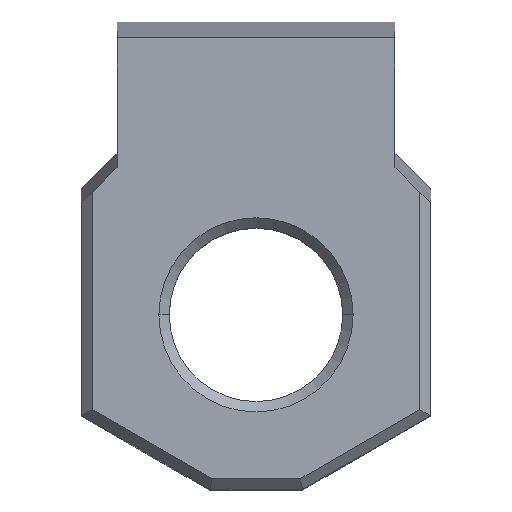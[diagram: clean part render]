
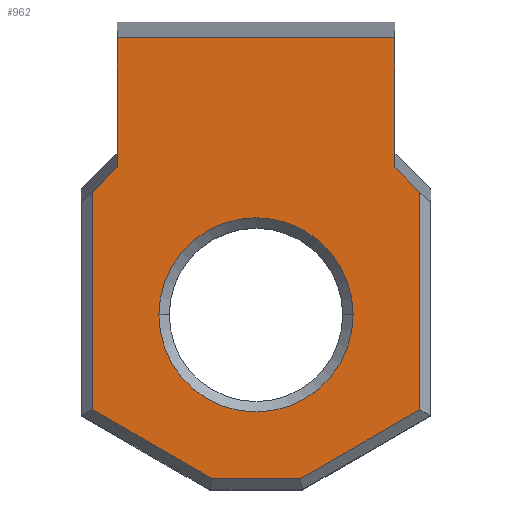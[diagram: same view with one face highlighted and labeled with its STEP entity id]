
A CAD part, top view. The second image highlights one B-rep face of the part: STEP entity #962.
In plain terms, the highlighted planar face has unit normal (0, 0, 1).
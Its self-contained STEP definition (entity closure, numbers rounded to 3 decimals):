
#6 = ORIENTED_EDGE ( 'NONE', *, *, #992, .T. ) ;
#8 = CARTESIAN_POINT ( 'NONE',  ( 4.725, 8.573, 9. ) ) ;
#23 = CARTESIAN_POINT ( 'NONE',  ( 0., 5.04, 9. ) ) ;
#56 = EDGE_CURVE ( 'NONE', #985, #949, #199, .T. ) ;
#68 = EDGE_CURVE ( 'NONE', #656, #612, #585, .T. ) ;
#95 = CARTESIAN_POINT ( 'NONE',  ( 4.008, 0., 9. ) ) ;
#127 = EDGE_CURVE ( 'NONE', #612, #724, #989, .T. ) ;
#131 = VECTOR ( 'NONE', #586, 1000. ) ;
#138 = DIRECTION ( 'NONE',  ( 0.866, -0.5, 0. ) ) ;
#155 = EDGE_CURVE ( 'NONE', #640, #303, #745, .T. ) ;
#158 = LINE ( 'NONE', #940, #304 ) ;
#161 = DIRECTION ( 'NONE',  ( 0.866, 0.5, 0. ) ) ;
#186 = ORIENTED_EDGE ( 'NONE', *, *, #1089, .T. ) ;
#194 = CIRCLE ( 'NONE', #1065, 2.8 ) ;
#199 = LINE ( 'NONE', #600, #558 ) ;
#208 = EDGE_CURVE ( 'NONE', #790, #656, #504, .T. ) ;
#217 = VECTOR ( 'NONE', #161, 1000. ) ;
#227 = CARTESIAN_POINT ( 'NONE',  ( -4.007, 13.028, 9. ) ) ;
#232 = VECTOR ( 'NONE', #313, 1000. ) ;
#259 = CARTESIAN_POINT ( 'NONE',  ( 4.874, 2.392, 9. ) ) ;
#261 = CARTESIAN_POINT ( 'NONE',  ( -2.8, 5.04, 9. ) ) ;
#271 = AXIS2_PLACEMENT_3D ( 'NONE', #887, #823, #894 ) ;
#273 = ORIENTED_EDGE ( 'NONE', *, *, #208, .T. ) ;
#284 = ORIENTED_EDGE ( 'NONE', *, *, #56, .T. ) ;
#303 = VERTEX_POINT ( 'NONE', #877 ) ;
#304 = VECTOR ( 'NONE', #858, 1000. ) ;
#313 = DIRECTION ( 'NONE',  ( 0., 1., 0. ) ) ;
#319 = EDGE_CURVE ( 'NONE', #511, #303, #1171, .T. ) ;
#321 = CARTESIAN_POINT ( 'NONE',  ( 4.725, 8.275, 9. ) ) ;
#332 = LINE ( 'NONE', #321, #232 ) ;
#375 = DIRECTION ( 'NONE',  ( -0.71, 0.704, 0. ) ) ;
#380 = ORIENTED_EDGE ( 'NONE', *, *, #436, .T. ) ;
#398 = ORIENTED_EDGE ( 'NONE', *, *, #1223, .T. ) ;
#413 = LINE ( 'NONE', #431, #1060 ) ;
#431 = CARTESIAN_POINT ( 'NONE',  ( 0., 13.028, 9. ) ) ;
#434 = DIRECTION ( 'NONE',  ( -1., 0., 0. ) ) ;
#436 = EDGE_CURVE ( 'NONE', #949, #790, #601, .T. ) ;
#477 = DIRECTION ( 'NONE',  ( 0., 0., -1. ) ) ;
#485 = DIRECTION ( 'NONE',  ( 1., 0., 0. ) ) ;
#498 = VECTOR ( 'NONE', #1236, 1000. ) ;
#504 = LINE ( 'NONE', #510, #1226 ) ;
#510 = CARTESIAN_POINT ( 'NONE',  ( -1.185, 0.269, 9. ) ) ;
#511 = VERTEX_POINT ( 'NONE', #8 ) ;
#519 = VERTEX_POINT ( 'NONE', #227 ) ;
#537 = CIRCLE ( 'NONE', #899, 2.8 ) ;
#558 = VECTOR ( 'NONE', #758, 1000. ) ;
#568 = ORIENTED_EDGE ( 'NONE', *, *, #127, .T. ) ;
#585 = LINE ( 'NONE', #645, #1154 ) ;
#586 = DIRECTION ( 'NONE',  ( 0., -1., 0. ) ) ;
#594 = CARTESIAN_POINT ( 'NONE',  ( -4.725, 0., 9. ) ) ;
#600 = CARTESIAN_POINT ( 'NONE',  ( -6.627, 6.688, 9. ) ) ;
#601 = LINE ( 'NONE', #594, #131 ) ;
#612 = VERTEX_POINT ( 'NONE', #747 ) ;
#640 = VERTEX_POINT ( 'NONE', #798 ) ;
#645 = CARTESIAN_POINT ( 'NONE',  ( 1.348, 0.31, 9. ) ) ;
#656 = VERTEX_POINT ( 'NONE', #772 ) ;
#680 = CARTESIAN_POINT ( 'NONE',  ( -4.725, 2.312, 9. ) ) ;
#724 = VERTEX_POINT ( 'NONE', #788 ) ;
#745 = LINE ( 'NONE', #95, #498 ) ;
#747 = CARTESIAN_POINT ( 'NONE',  ( 1.267, 0.31, 9. ) ) ;
#758 = DIRECTION ( 'NONE',  ( -0.71, -0.704, 0. ) ) ;
#767 = EDGE_CURVE ( 'NONE', #985, #519, #158, .T. ) ;
#771 = CARTESIAN_POINT ( 'NONE',  ( 6.627, 6.688, 9. ) ) ;
#772 = CARTESIAN_POINT ( 'NONE',  ( -1.257, 0.31, 9. ) ) ;
#780 = ORIENTED_EDGE ( 'NONE', *, *, #155, .F. ) ;
#788 = CARTESIAN_POINT ( 'NONE',  ( 4.725, 2.306, 9. ) ) ;
#790 = VERTEX_POINT ( 'NONE', #680 ) ;
#798 = CARTESIAN_POINT ( 'NONE',  ( 4.008, 13.028, 9. ) ) ;
#823 = DIRECTION ( 'NONE',  ( 0., 0., 1. ) ) ;
#858 = DIRECTION ( 'NONE',  ( 0., 1., 0. ) ) ;
#861 = FACE_BOUND ( 'NONE', #879, .T. ) ;
#867 = FACE_OUTER_BOUND ( 'NONE', #1279, .T. ) ;
#874 = PLANE ( 'NONE',  #271 ) ;
#877 = CARTESIAN_POINT ( 'NONE',  ( 4.008, 9.283, 9. ) ) ;
#879 = EDGE_LOOP ( 'NONE', ( #398, #6 ) ) ;
#887 = CARTESIAN_POINT ( 'NONE',  ( 0., 0., 9. ) ) ;
#892 = VERTEX_POINT ( 'NONE', #934 ) ;
#894 = DIRECTION ( 'NONE',  ( 1., 0., 0. ) ) ;
#899 = AXIS2_PLACEMENT_3D ( 'NONE', #937, #931, #1009 ) ;
#918 = CARTESIAN_POINT ( 'NONE',  ( -4.007, 9.283, 9. ) ) ;
#931 = DIRECTION ( 'NONE',  ( 0., 0., -1. ) ) ;
#934 = CARTESIAN_POINT ( 'NONE',  ( 2.8, 5.04, 9. ) ) ;
#937 = CARTESIAN_POINT ( 'NONE',  ( 0., 5.04, 9. ) ) ;
#940 = CARTESIAN_POINT ( 'NONE',  ( -4.007, 0., 9. ) ) ;
#949 = VERTEX_POINT ( 'NONE', #976 ) ;
#962 = ADVANCED_FACE ( 'NONE', ( #861, #867 ), #874, .T. ) ;
#976 = CARTESIAN_POINT ( 'NONE',  ( -4.725, 8.573, 9. ) ) ;
#978 = VECTOR ( 'NONE', #375, 1000. ) ;
#979 = ORIENTED_EDGE ( 'NONE', *, *, #1064, .T. ) ;
#985 = VERTEX_POINT ( 'NONE', #918 ) ;
#989 = LINE ( 'NONE', #259, #217 ) ;
#992 = EDGE_CURVE ( 'NONE', #1160, #892, #194, .T. ) ;
#1009 = DIRECTION ( 'NONE',  ( 1., 0., 0. ) ) ;
#1060 = VECTOR ( 'NONE', #434, 1000. ) ;
#1064 = EDGE_CURVE ( 'NONE', #724, #511, #332, .T. ) ;
#1065 = AXIS2_PLACEMENT_3D ( 'NONE', #23, #477, #485 ) ;
#1070 = ORIENTED_EDGE ( 'NONE', *, *, #767, .F. ) ;
#1075 = ORIENTED_EDGE ( 'NONE', *, *, #319, .T. ) ;
#1089 = EDGE_CURVE ( 'NONE', #640, #519, #413, .T. ) ;
#1154 = VECTOR ( 'NONE', #1232, 1000. ) ;
#1160 = VERTEX_POINT ( 'NONE', #261 ) ;
#1171 = LINE ( 'NONE', #771, #978 ) ;
#1223 = EDGE_CURVE ( 'NONE', #892, #1160, #537, .T. ) ;
#1226 = VECTOR ( 'NONE', #138, 1000. ) ;
#1232 = DIRECTION ( 'NONE',  ( 1., 0., 0. ) ) ;
#1236 = DIRECTION ( 'NONE',  ( 0., -1., 0. ) ) ;
#1279 = EDGE_LOOP ( 'NONE', ( #568, #979, #1075, #780, #186, #1070, #284, #380, #273, #1295 ) ) ;
#1295 = ORIENTED_EDGE ( 'NONE', *, *, #68, .T. ) ;
